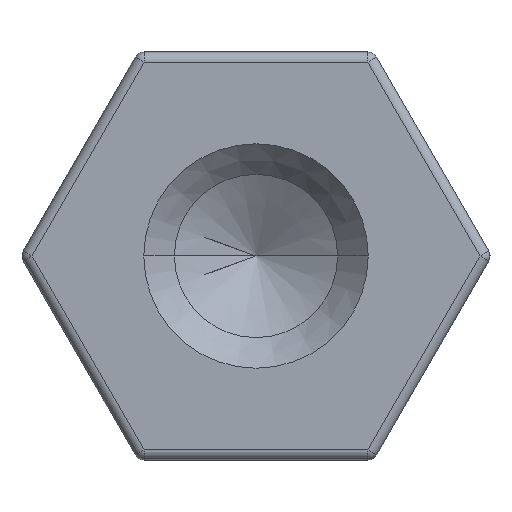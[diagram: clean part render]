
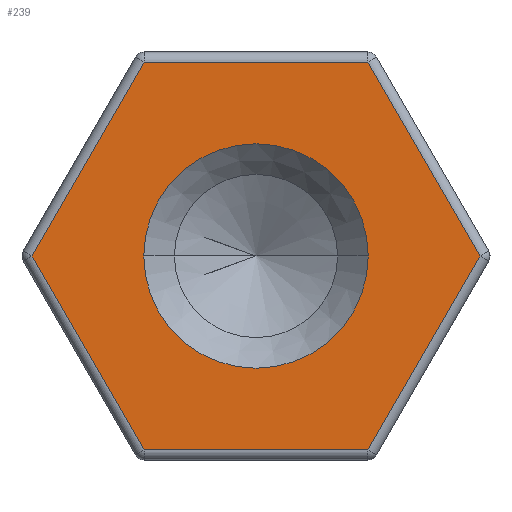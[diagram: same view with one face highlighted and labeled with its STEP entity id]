
A CAD part, left-side view. The second image highlights one B-rep face of the part: STEP entity #239.
In plain terms, the highlighted planar face has unit normal (-1, 0, 0).
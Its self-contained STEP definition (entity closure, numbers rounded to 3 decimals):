
#12 = PLANE ( 'NONE',  #956 ) ;
#26 = VERTEX_POINT ( 'NONE', #1409 ) ;
#103 = VERTEX_POINT ( 'NONE', #1417 ) ;
#114 = ORIENTED_EDGE ( 'NONE', *, *, #319, .T. ) ;
#119 = EDGE_CURVE ( 'NONE', #1303, #26, #501, .T. ) ;
#137 = DIRECTION ( 'NONE',  ( 1., 0., 0. ) ) ;
#194 = VECTOR ( 'NONE', #1210, 1000. ) ;
#220 = VERTEX_POINT ( 'NONE', #479 ) ;
#239 = ADVANCED_FACE ( 'NONE', ( #1119, #1399 ), #12, .F. ) ;
#250 = VECTOR ( 'NONE', #1395, 1000. ) ;
#264 = CARTESIAN_POINT ( 'NONE',  ( 0., 2.194, 0. ) ) ;
#304 = ORIENTED_EDGE ( 'NONE', *, *, #939, .T. ) ;
#311 = VECTOR ( 'NONE', #841, 1000. ) ;
#319 = EDGE_CURVE ( 'NONE', #1108, #103, #1048, .T. ) ;
#321 = VECTOR ( 'NONE', #506, 1000. ) ;
#356 = CARTESIAN_POINT ( 'NONE',  ( 0., 1.097, 1.9 ) ) ;
#371 = VECTOR ( 'NONE', #1422, 1000. ) ;
#372 = DIRECTION ( 'NONE',  ( 0., 1., 0. ) ) ;
#379 = EDGE_LOOP ( 'NONE', ( #114, #819, #1013, #554, #651, #304 ) ) ;
#387 = DIRECTION ( 'NONE',  ( 1., 0., 0. ) ) ;
#438 = EDGE_CURVE ( 'NONE', #26, #1389, #879, .T. ) ;
#479 = CARTESIAN_POINT ( 'NONE',  ( 0., -1.1, 0. ) ) ;
#490 = ORIENTED_EDGE ( 'NONE', *, *, #901, .T. ) ;
#497 = CARTESIAN_POINT ( 'NONE',  ( 0., -1.097, -1.9 ) ) ;
#501 = LINE ( 'NONE', #773, #194 ) ;
#506 = DIRECTION ( 'NONE',  ( 0., -0.5, 0.866 ) ) ;
#547 = LINE ( 'NONE', #1070, #250 ) ;
#554 = ORIENTED_EDGE ( 'NONE', *, *, #119, .T. ) ;
#590 = CARTESIAN_POINT ( 'NONE',  ( 0., 0., 0. ) ) ;
#630 = CARTESIAN_POINT ( 'NONE',  ( 0., 0., -1.9 ) ) ;
#651 = ORIENTED_EDGE ( 'NONE', *, *, #438, .T. ) ;
#661 = AXIS2_PLACEMENT_3D ( 'NONE', #1028, #387, #1142 ) ;
#672 = CIRCLE ( 'NONE', #661, 1.1 ) ;
#708 = CARTESIAN_POINT ( 'NONE',  ( 0., -1.645, 0.95 ) ) ;
#730 = VECTOR ( 'NONE', #925, 1000. ) ;
#749 = EDGE_CURVE ( 'NONE', #103, #763, #943, .T. ) ;
#763 = VERTEX_POINT ( 'NONE', #356 ) ;
#773 = CARTESIAN_POINT ( 'NONE',  ( 0., 1.645, -0.95 ) ) ;
#775 = CARTESIAN_POINT ( 'NONE',  ( 0., 0., 1.9 ) ) ;
#780 = VERTEX_POINT ( 'NONE', #1000 ) ;
#802 = CARTESIAN_POINT ( 'NONE',  ( 0., 0., 0. ) ) ;
#819 = ORIENTED_EDGE ( 'NONE', *, *, #749, .T. ) ;
#841 = DIRECTION ( 'NONE',  ( 0., -1., 0. ) ) ;
#879 = LINE ( 'NONE', #630, #311 ) ;
#901 = EDGE_CURVE ( 'NONE', #220, #780, #672, .T. ) ;
#910 = DIRECTION ( 'NONE',  ( 0., 1., 0. ) ) ;
#925 = DIRECTION ( 'NONE',  ( 0., 0.5, 0.866 ) ) ;
#926 = CARTESIAN_POINT ( 'NONE',  ( 0., -1.645, -0.95 ) ) ;
#927 = LINE ( 'NONE', #926, #321 ) ;
#939 = EDGE_CURVE ( 'NONE', #1389, #1108, #927, .T. ) ;
#943 = LINE ( 'NONE', #775, #371 ) ;
#950 = ORIENTED_EDGE ( 'NONE', *, *, #1280, .T. ) ;
#954 = CARTESIAN_POINT ( 'NONE',  ( 0., -2.194, 0. ) ) ;
#956 = AXIS2_PLACEMENT_3D ( 'NONE', #590, #1015, #372 ) ;
#1000 = CARTESIAN_POINT ( 'NONE',  ( 0., 1.1, 0. ) ) ;
#1013 = ORIENTED_EDGE ( 'NONE', *, *, #1183, .T. ) ;
#1015 = DIRECTION ( 'NONE',  ( 1., 0., 0. ) ) ;
#1028 = CARTESIAN_POINT ( 'NONE',  ( 0., 0., 0. ) ) ;
#1048 = LINE ( 'NONE', #708, #730 ) ;
#1055 = AXIS2_PLACEMENT_3D ( 'NONE', #802, #137, #910 ) ;
#1070 = CARTESIAN_POINT ( 'NONE',  ( 0., 1.645, 0.95 ) ) ;
#1088 = EDGE_LOOP ( 'NONE', ( #950, #490 ) ) ;
#1108 = VERTEX_POINT ( 'NONE', #954 ) ;
#1119 = FACE_OUTER_BOUND ( 'NONE', #379, .T. ) ;
#1142 = DIRECTION ( 'NONE',  ( 0., 1., 0. ) ) ;
#1183 = EDGE_CURVE ( 'NONE', #763, #1303, #547, .T. ) ;
#1210 = DIRECTION ( 'NONE',  ( 0., -0.5, -0.866 ) ) ;
#1280 = EDGE_CURVE ( 'NONE', #780, #220, #1299, .T. ) ;
#1299 = CIRCLE ( 'NONE', #1055, 1.1 ) ;
#1303 = VERTEX_POINT ( 'NONE', #264 ) ;
#1389 = VERTEX_POINT ( 'NONE', #497 ) ;
#1395 = DIRECTION ( 'NONE',  ( 0., 0.5, -0.866 ) ) ;
#1399 = FACE_BOUND ( 'NONE', #1088, .T. ) ;
#1409 = CARTESIAN_POINT ( 'NONE',  ( 0., 1.097, -1.9 ) ) ;
#1417 = CARTESIAN_POINT ( 'NONE',  ( 0., -1.097, 1.9 ) ) ;
#1422 = DIRECTION ( 'NONE',  ( 0., 1., 0. ) ) ;
